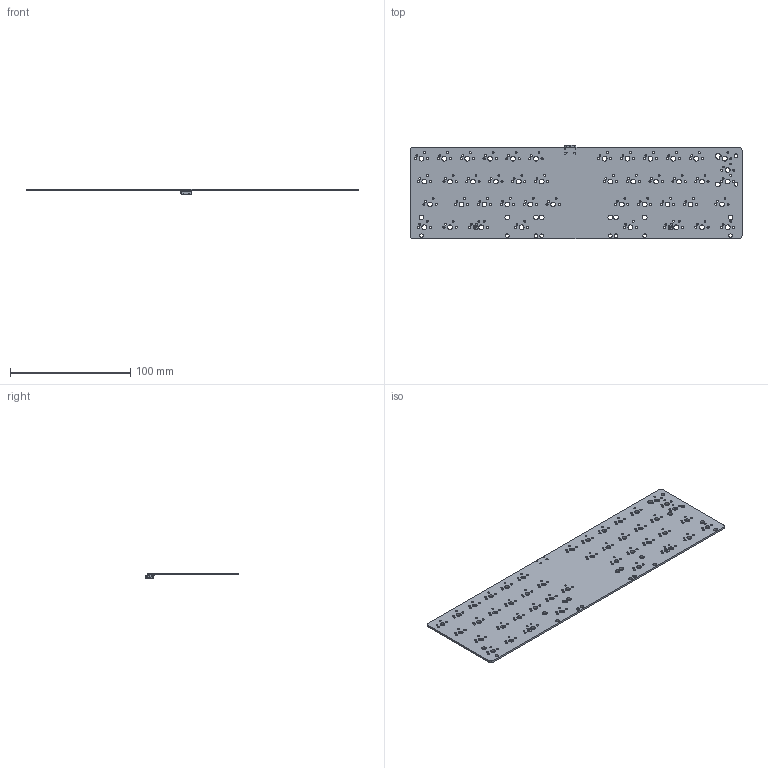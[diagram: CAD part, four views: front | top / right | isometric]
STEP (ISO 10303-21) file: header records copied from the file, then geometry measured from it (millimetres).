
FILE_DESCRIPTION(('KiCad electronic assembly'),'2;1');
FILE_NAME('the expanse.step','2024-02-05T18:15:05',('Pcbnew'),('Kicad'), 'Open CASCADE STEP processor 7.6','KiCad to STEP converter','Unknown' );
FILE_SCHEMA(('AUTOMOTIVE_DESIGN { 1 0 10303 214 1 1 1 1 }'));
Length unit declared in the file: millimetre
Products named in the file (4): the expanse 1; CON_TYPE-C-31-M-12; COMPOUND; PCB
Assembly tree (3 placements, depth 3):
  the expanse 1
    CON_TYPE-C-31-M-12
      COMPOUND
    PCB
Bounding box: 276.23 x 77.87 x 4.83 mm (x, y, z)
Volume: 31560.6 mm3; surface area: 44162.1 mm2
Topology: 5 solids, 5 shells, 957 faces, 2596 edges, 1628 vertices
Faces by surface type: plane 474, cylinder 419, sphere 32, torus 26, cone 6
Full cylindrical faces by diameter (mm): 0.5 x2, 0.65 x2, 1.524 x89, 1.75 x89, 3.048 x10, 3.988 x53
Entity records: 67833 total; most frequent: CARTESIAN_POINT 16025, DIRECTION 9769, LINE 5953, VECTOR 5953, ORIENTED_EDGE 5128, PCURVE 5128, DEFINITIONAL_REPRESENTATION 5128, EDGE_CURVE 2564
